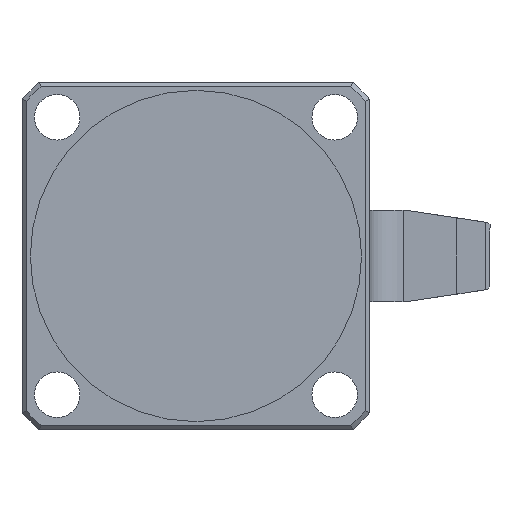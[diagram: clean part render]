
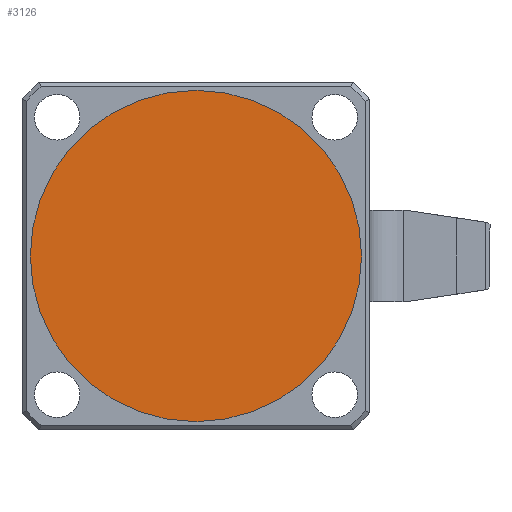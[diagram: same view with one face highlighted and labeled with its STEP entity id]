
A CAD part, front view. The second image highlights one B-rep face of the part: STEP entity #3126.
In plain terms, the highlighted planar face has unit normal (0, -1, 0).
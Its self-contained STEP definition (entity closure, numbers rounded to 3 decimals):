
#3126 = ADVANCED_FACE ( 'NONE', ( #4128 ), #4691, .T. ) ;
#3179 = CARTESIAN_POINT ( 'NONE',  ( 2144.978, 222.465, 0. ) ) ;
#4128 = FACE_OUTER_BOUND ( 'NONE', #29914, .T. ) ;
#4691 = PLANE ( 'NONE',  #38110 ) ;
#6252 = CIRCLE ( 'NONE', #31929, 40. ) ;
#6369 = DIRECTION ( 'NONE',  ( 0., 0., 1. ) ) ;
#8454 = CARTESIAN_POINT ( 'NONE',  ( 2144.978, 222.465, -40. ) ) ;
#9948 = DIRECTION ( 'NONE',  ( 0., 1., 0. ) ) ;
#14888 = CIRCLE ( 'NONE', #21742, 40. ) ;
#17882 = VERTEX_POINT ( 'NONE', #8454 ) ;
#20344 = DIRECTION ( 'NONE',  ( 0., 0., -1. ) ) ;
#21742 = AXIS2_PLACEMENT_3D ( 'NONE', #28293, #9948, #31448 ) ;
#22538 = ORIENTED_EDGE ( 'NONE', *, *, #32599, .F. ) ;
#22572 = ORIENTED_EDGE ( 'NONE', *, *, #29898, .F. ) ;
#24269 = CARTESIAN_POINT ( 'NONE',  ( 2144.978, 222.465, 40. ) ) ;
#24855 = DIRECTION ( 'NONE',  ( 0., 1., 0. ) ) ;
#28293 = CARTESIAN_POINT ( 'NONE',  ( 2144.978, 222.465, 0. ) ) ;
#28650 = VERTEX_POINT ( 'NONE', #24269 ) ;
#29898 = EDGE_CURVE ( 'NONE', #17882, #28650, #6252, .T. ) ;
#29914 = EDGE_LOOP ( 'NONE', ( #22538, #22572 ) ) ;
#31448 = DIRECTION ( 'NONE',  ( 0., 0., 1. ) ) ;
#31929 = AXIS2_PLACEMENT_3D ( 'NONE', #3179, #24855, #6369 ) ;
#32529 = CARTESIAN_POINT ( 'NONE',  ( 2184.978, 222.465, 0. ) ) ;
#32599 = EDGE_CURVE ( 'NONE', #28650, #17882, #14888, .T. ) ;
#38110 = AXIS2_PLACEMENT_3D ( 'NONE', #32529, #38928, #20344 ) ;
#38928 = DIRECTION ( 'NONE',  ( 0., -1., 0. ) ) ;
